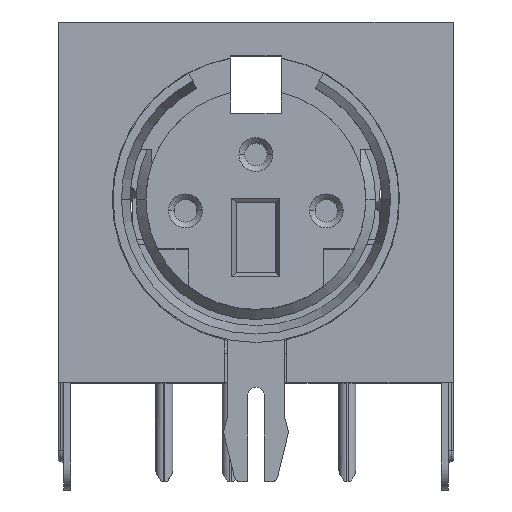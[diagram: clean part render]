
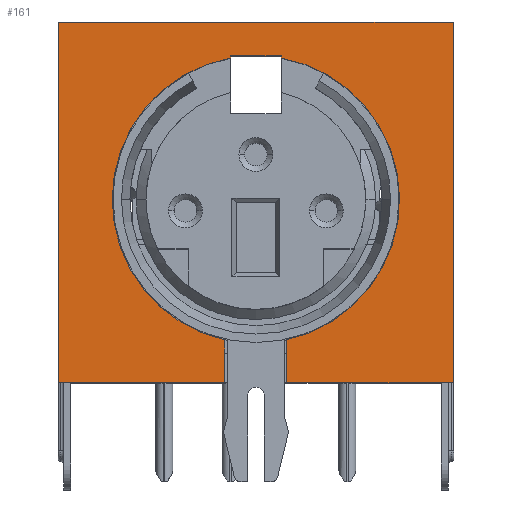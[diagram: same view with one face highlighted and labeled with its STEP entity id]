
A CAD part, top view. The second image highlights one B-rep face of the part: STEP entity #161.
In plain terms, the highlighted planar face has unit normal (0, 0, 1).
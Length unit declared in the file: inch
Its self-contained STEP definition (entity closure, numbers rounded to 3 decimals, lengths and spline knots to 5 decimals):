
#135 = CARTESIAN_POINT ( 'NONE',  ( 0.23228, 0., 0. ) ) ;
#161 = ADVANCED_FACE ( 'NONE', ( #3679 ), #13914, .T. ) ;
#217 = VECTOR ( 'NONE', #5740, 39.37008 ) ;
#357 = EDGE_CURVE ( 'NONE', #6127, #9630, #8814, .T. ) ;
#432 = ORIENTED_EDGE ( 'NONE', *, *, #12400, .T. ) ;
#947 = DIRECTION ( 'NONE',  ( 0., 1., 0. ) ) ;
#1105 = CARTESIAN_POINT ( 'NONE',  ( 0.55118, 0.50394, 0. ) ) ;
#1252 = CARTESIAN_POINT ( 'NONE',  ( 0.3189, 0.15591, 0. ) ) ;
#1278 = ORIENTED_EDGE ( 'NONE', *, *, #10720, .F. ) ;
#1352 = ORIENTED_EDGE ( 'NONE', *, *, #2659, .T. ) ;
#1613 = EDGE_CURVE ( 'NONE', #4957, #10769, #13743, .T. ) ;
#1809 = DIRECTION ( 'NONE',  ( -0.216, -0.976, 0. ) ) ;
#1812 = DIRECTION ( 'NONE',  ( 0., 1., 0. ) ) ;
#1941 = CIRCLE ( 'NONE', #5228, 0.20079 ) ;
#2023 = VERTEX_POINT ( 'NONE', #10234 ) ;
#2047 = DIRECTION ( 'NONE',  ( -1., 0., 0. ) ) ;
#2131 = VECTOR ( 'NONE', #2047, 39.37008 ) ;
#2168 = CARTESIAN_POINT ( 'NONE',  ( 0.27559, 0.25591, 0. ) ) ;
#2246 = DIRECTION ( 'NONE',  ( -0.216, -0.976, 0. ) ) ;
#2330 = DIRECTION ( 'NONE',  ( -1., 0., 0. ) ) ;
#2433 = LINE ( 'NONE', #1252, #217 ) ;
#2659 = EDGE_CURVE ( 'NONE', #2023, #9679, #2941, .T. ) ;
#2681 = EDGE_CURVE ( 'NONE', #9679, #10409, #4100, .T. ) ;
#2734 = CARTESIAN_POINT ( 'NONE',  ( 0.31102, 0.45354, 0. ) ) ;
#2938 = DIRECTION ( 'NONE',  ( 0., 0., -1. ) ) ;
#2941 = LINE ( 'NONE', #11908, #10942 ) ;
#2943 = AXIS2_PLACEMENT_3D ( 'NONE', #13015, #2938, #1809 ) ;
#3032 = CARTESIAN_POINT ( 'NONE',  ( 0.24016, 0.45669, 0. ) ) ;
#3565 = AXIS2_PLACEMENT_3D ( 'NONE', #2168, #14487, #2246 ) ;
#3679 = FACE_OUTER_BOUND ( 'NONE', #13759, .T. ) ;
#3796 = ORIENTED_EDGE ( 'NONE', *, *, #6357, .F. ) ;
#4047 = VECTOR ( 'NONE', #4342, 39.37008 ) ;
#4096 = DIRECTION ( 'NONE',  ( 0., 0., -1. ) ) ;
#4100 = LINE ( 'NONE', #13092, #13075 ) ;
#4273 = CARTESIAN_POINT ( 'NONE',  ( 0.31102, 0.35433, 0. ) ) ;
#4342 = DIRECTION ( 'NONE',  ( 0., -1., 0. ) ) ;
#4957 = VERTEX_POINT ( 'NONE', #10265 ) ;
#5157 = EDGE_CURVE ( 'NONE', #9051, #6725, #6615, .T. ) ;
#5228 = AXIS2_PLACEMENT_3D ( 'NONE', #14198, #4096, #8583 ) ;
#5319 = ORIENTED_EDGE ( 'NONE', *, *, #7532, .T. ) ;
#5375 = VERTEX_POINT ( 'NONE', #135 ) ;
#5378 = ORIENTED_EDGE ( 'NONE', *, *, #9894, .T. ) ;
#5604 = VECTOR ( 'NONE', #8434, 39.37008 ) ;
#5651 = ORIENTED_EDGE ( 'NONE', *, *, #7774, .F. ) ;
#5740 = DIRECTION ( 'NONE',  ( 0., -1., 0. ) ) ;
#5929 = VERTEX_POINT ( 'NONE', #13193 ) ;
#6004 = VERTEX_POINT ( 'NONE', #10454 ) ;
#6096 = CARTESIAN_POINT ( 'NONE',  ( 0.27559, 0.25197, 0. ) ) ;
#6127 = VERTEX_POINT ( 'NONE', #12519 ) ;
#6357 = EDGE_CURVE ( 'NONE', #6004, #9051, #9323, .T. ) ;
#6363 = DIRECTION ( 'NONE',  ( 1., 0., 0. ) ) ;
#6615 = LINE ( 'NONE', #7370, #8402 ) ;
#6725 = VERTEX_POINT ( 'NONE', #6802 ) ;
#6802 = CARTESIAN_POINT ( 'NONE',  ( 0.55118, 0.50394, 0. ) ) ;
#6962 = DIRECTION ( 'NONE',  ( 0., 0., 1. ) ) ;
#7370 = CARTESIAN_POINT ( 'NONE',  ( 0., 0.50394, 0. ) ) ;
#7479 = CARTESIAN_POINT ( 'NONE',  ( 0.55118, 0., 0. ) ) ;
#7532 = EDGE_CURVE ( 'NONE', #5929, #9630, #2433, .T. ) ;
#7556 = VECTOR ( 'NONE', #947, 39.37008 ) ;
#7566 = AXIS2_PLACEMENT_3D ( 'NONE', #6096, #6962, #10373 ) ;
#7665 = VERTEX_POINT ( 'NONE', #2734 ) ;
#7774 = EDGE_CURVE ( 'NONE', #5375, #6004, #10888, .T. ) ;
#8305 = ORIENTED_EDGE ( 'NONE', *, *, #1613, .T. ) ;
#8402 = VECTOR ( 'NONE', #12385, 39.37008 ) ;
#8434 = DIRECTION ( 'NONE',  ( 0., 1., 0. ) ) ;
#8583 = DIRECTION ( 'NONE',  ( -0.216, -0.976, 0. ) ) ;
#8638 = EDGE_CURVE ( 'NONE', #10769, #2023, #13438, .T. ) ;
#8767 = LINE ( 'NONE', #1105, #11314 ) ;
#8814 = LINE ( 'NONE', #13317, #13953 ) ;
#9037 = ORIENTED_EDGE ( 'NONE', *, *, #2681, .T. ) ;
#9051 = VERTEX_POINT ( 'NONE', #12125 ) ;
#9143 = ORIENTED_EDGE ( 'NONE', *, *, #357, .F. ) ;
#9323 = LINE ( 'NONE', #12800, #5604 ) ;
#9630 = VERTEX_POINT ( 'NONE', #10806 ) ;
#9679 = VERTEX_POINT ( 'NONE', #3032 ) ;
#9743 = EDGE_CURVE ( 'NONE', #5375, #4957, #13116, .T. ) ;
#9894 = EDGE_CURVE ( 'NONE', #7665, #5929, #1941, .T. ) ;
#10234 = CARTESIAN_POINT ( 'NONE',  ( 0.24016, 0.45354, 0. ) ) ;
#10265 = CARTESIAN_POINT ( 'NONE',  ( 0.23228, 0.05984, 0. ) ) ;
#10373 = DIRECTION ( 'NONE',  ( 1., 0., 0. ) ) ;
#10409 = VERTEX_POINT ( 'NONE', #12253 ) ;
#10454 = CARTESIAN_POINT ( 'NONE',  ( 0., 0., 0. ) ) ;
#10493 = ORIENTED_EDGE ( 'NONE', *, *, #5157, .F. ) ;
#10720 = EDGE_CURVE ( 'NONE', #6725, #6127, #8767, .T. ) ;
#10769 = VERTEX_POINT ( 'NONE', #11125 ) ;
#10806 = CARTESIAN_POINT ( 'NONE',  ( 0.3189, 0., 0. ) ) ;
#10888 = LINE ( 'NONE', #7479, #2131 ) ;
#10942 = VECTOR ( 'NONE', #1812, 39.37008 ) ;
#11125 = CARTESIAN_POINT ( 'NONE',  ( 0.0748, 0.25591, 0. ) ) ;
#11270 = DIRECTION ( 'NONE',  ( 0., -1., 0. ) ) ;
#11314 = VECTOR ( 'NONE', #11270, 39.37008 ) ;
#11908 = CARTESIAN_POINT ( 'NONE',  ( 0.24016, 0.31398, 0. ) ) ;
#12125 = CARTESIAN_POINT ( 'NONE',  ( 0., 0.50394, 0. ) ) ;
#12218 = LINE ( 'NONE', #4273, #4047 ) ;
#12253 = CARTESIAN_POINT ( 'NONE',  ( 0.31102, 0.45669, 0. ) ) ;
#12385 = DIRECTION ( 'NONE',  ( 1., 0., 0. ) ) ;
#12400 = EDGE_CURVE ( 'NONE', #10409, #7665, #12218, .T. ) ;
#12401 = ORIENTED_EDGE ( 'NONE', *, *, #9743, .T. ) ;
#12519 = CARTESIAN_POINT ( 'NONE',  ( 0.55118, 0., 0. ) ) ;
#12800 = CARTESIAN_POINT ( 'NONE',  ( 0., 0., 0. ) ) ;
#13015 = CARTESIAN_POINT ( 'NONE',  ( 0.27559, 0.25591, 0. ) ) ;
#13075 = VECTOR ( 'NONE', #6363, 39.37008 ) ;
#13092 = CARTESIAN_POINT ( 'NONE',  ( 0.25787, 0.45669, 0. ) ) ;
#13116 = LINE ( 'NONE', #13262, #7556 ) ;
#13193 = CARTESIAN_POINT ( 'NONE',  ( 0.3189, 0.05984, 0. ) ) ;
#13262 = CARTESIAN_POINT ( 'NONE',  ( 0.23228, 0.12598, 0. ) ) ;
#13317 = CARTESIAN_POINT ( 'NONE',  ( 0.55118, 0., 0. ) ) ;
#13438 = CIRCLE ( 'NONE', #3565, 0.20079 ) ;
#13743 = CIRCLE ( 'NONE', #2943, 0.20079 ) ;
#13759 = EDGE_LOOP ( 'NONE', ( #432, #5378, #5319, #9143, #1278, #10493, #3796, #5651, #12401, #8305, #14259, #1352, #9037 ) ) ;
#13914 = PLANE ( 'NONE',  #7566 ) ;
#13953 = VECTOR ( 'NONE', #2330, 39.37008 ) ;
#14198 = CARTESIAN_POINT ( 'NONE',  ( 0.27559, 0.25591, 0. ) ) ;
#14259 = ORIENTED_EDGE ( 'NONE', *, *, #8638, .T. ) ;
#14487 = DIRECTION ( 'NONE',  ( 0., 0., -1. ) ) ;
